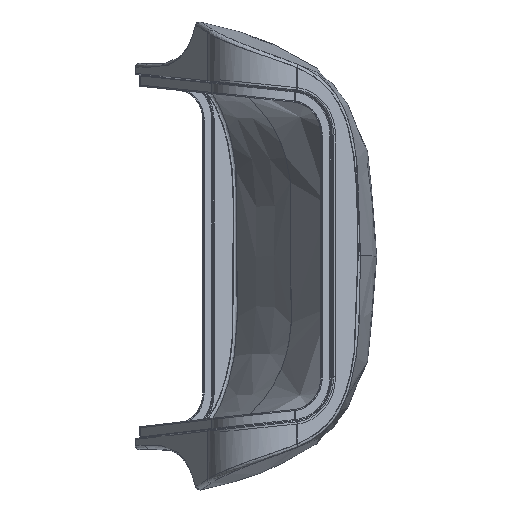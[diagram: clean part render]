
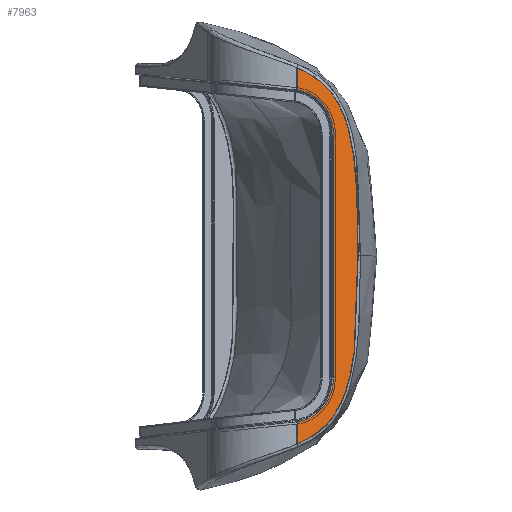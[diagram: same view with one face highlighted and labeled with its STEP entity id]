
A CAD part, top view. The second image highlights one B-rep face of the part: STEP entity #7963.
In plain terms, the highlighted planar face has unit normal (0.391, 0, 0.92).
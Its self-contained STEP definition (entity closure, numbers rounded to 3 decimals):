
#591=CARTESIAN_POINT('',(1644.685,442.256,1792.773));
#592=VERTEX_POINT('',#591);
#669=CARTESIAN_POINT('',(1644.685,-442.256,1792.773));
#670=VERTEX_POINT('',#669);
#743=CARTESIAN_POINT('',(1742.118,322.037,1751.415));
#744=VERTEX_POINT('',#743);
#752=CARTESIAN_POINT('',(1644.899,442.233,1792.682));
#753=VERTEX_POINT('',#752);
#754=CARTESIAN_POINT('',(1742.118,322.037,1751.415));
#755=CARTESIAN_POINT('',(1742.118,338.754,1751.415));
#756=CARTESIAN_POINT('',(1735.976,372.199,1754.022));
#757=CARTESIAN_POINT('',(1709.149,414.381,1765.41));
#758=CARTESIAN_POINT('',(1675.305,436.29,1779.775));
#759=CARTESIAN_POINT('',(1652.558,441.431,1789.431));
#760=CARTESIAN_POINT('',(1644.899,442.233,1792.682));
#761=B_SPLINE_CURVE_WITH_KNOTS('',3,(#754,#755,#756,#757,#758,#759,#760),.UNSPECIFIED.,.F.,.U.,(4,1,1,1,4),(-17.553,-12.538,-7.523,-2.508,0.0),.UNSPECIFIED.);
#762=EDGE_CURVE('',#744,#753,#761,.T.);
#793=CARTESIAN_POINT('',(1742.118,-322.037,1751.415));
#794=VERTEX_POINT('',#793);
#802=CARTESIAN_POINT('',(1742.118,-322.037,1751.415));
#803=DIRECTION('',(0.0,1.0,0.0));
#804=VECTOR('',#803,644.073);
#805=LINE('',#802,#804);
#806=EDGE_CURVE('',#794,#744,#805,.T.);
#869=CARTESIAN_POINT('',(1644.899,-442.233,1792.682));
#870=VERTEX_POINT('',#869);
#878=CARTESIAN_POINT('',(1644.899,-442.233,1792.682));
#879=CARTESIAN_POINT('',(1652.558,-441.431,1789.431));
#880=CARTESIAN_POINT('',(1667.707,-437.98,1783.001));
#881=CARTESIAN_POINT('',(1695.915,-424.078,1771.027));
#882=CARTESIAN_POINT('',(1724.613,-394.81,1758.846));
#883=CARTESIAN_POINT('',(1739.846,-355.468,1752.38));
#884=CARTESIAN_POINT('',(1742.118,-330.395,1751.415));
#885=CARTESIAN_POINT('',(1742.118,-322.037,1751.415));
#886=B_SPLINE_CURVE_WITH_KNOTS('',3,(#878,#879,#880,#881,#882,#883,#884,#885),.UNSPECIFIED.,.F.,.U.,(4,1,1,1,1,4),(-17.553,-15.046,-12.538,-7.523,-2.508,0.),.UNSPECIFIED.);
#887=EDGE_CURVE('',#870,#794,#886,.T.);
#910=CARTESIAN_POINT('',(1644.899,442.233,1792.682));
#911=DIRECTION('',(-0.916,0.096,0.389));
#912=VECTOR('',#911,0.233);
#913=LINE('',#910,#912);
#914=EDGE_CURVE('',#753,#592,#913,.T.);
#932=CARTESIAN_POINT('',(1644.685,-442.256,1792.773));
#933=DIRECTION('',(0.916,0.096,-0.389));
#934=VECTOR('',#933,0.233);
#935=LINE('',#932,#934);
#936=EDGE_CURVE('',#670,#870,#935,.T.);
#1315=CARTESIAN_POINT('',(1644.685,501.934,1792.773));
#1316=VERTEX_POINT('',#1315);
#1317=CARTESIAN_POINT('',(1644.685,442.256,1792.773));
#1318=DIRECTION('',(0.0,1.0,0.0));
#1319=VECTOR('',#1318,59.679);
#1320=LINE('',#1317,#1319);
#1321=EDGE_CURVE('',#592,#1316,#1320,.T.);
#7903=CARTESIAN_POINT('',(1644.685,-640.0,1792.773));
#7904=DIRECTION('',(0.391,0.0,0.921));
#7905=DIRECTION('',(0.921,0.0,-0.391));
#7906=AXIS2_PLACEMENT_3D('',#7903,#7904,#7905);
#7907=PLANE('',#7906);
#7908=ORIENTED_EDGE('',*,*,#936,.F.);
#7909=CARTESIAN_POINT('',(1644.685,-501.934,1792.773));
#7910=VERTEX_POINT('',#7909);
#7911=CARTESIAN_POINT('',(1644.685,-501.934,1792.773));
#7912=DIRECTION('',(0.0,1.0,0.0));
#7913=VECTOR('',#7912,59.679);
#7914=LINE('',#7911,#7913);
#7915=EDGE_CURVE('',#7910,#670,#7914,.T.);
#7916=ORIENTED_EDGE('',*,*,#7915,.F.);
#7917=CARTESIAN_POINT('',(1807.702,0.,1723.576));
#7918=VERTEX_POINT('',#7917);
#7919=CARTESIAN_POINT('',(1807.702,0.,1723.576));
#7920=CARTESIAN_POINT('',(1807.702,-37.213,1723.576));
#7921=CARTESIAN_POINT('',(1807.722,-93.002,1723.568));
#7922=CARTESIAN_POINT('',(1804.835,-185.949,1724.793));
#7923=CARTESIAN_POINT('',(1800.3,-241.635,1726.718));
#7924=CARTESIAN_POINT('',(1792.41,-293.511,1730.068));
#7925=CARTESIAN_POINT('',(1786.884,-323.654,1732.413));
#7926=CARTESIAN_POINT('',(1774.322,-367.733,1737.745));
#7927=CARTESIAN_POINT('',(1755.688,-409.318,1745.655));
#7928=CARTESIAN_POINT('',(1729.627,-446.033,1756.717));
#7929=CARTESIAN_POINT('',(1707.612,-465.607,1766.062));
#7930=CARTESIAN_POINT('',(1689.417,-478.592,1773.785));
#7931=CARTESIAN_POINT('',(1672.868,-489.022,1780.81));
#7932=CARTESIAN_POINT('',(1655.375,-497.44,1788.235));
#7933=CARTESIAN_POINT('',(1644.685,-501.934,1792.773));
#7934=B_SPLINE_CURVE_WITH_KNOTS('',3,(#7919,#7920,#7921,#7922,#7923,#7924,#7925,#7926,#7927,#7928,#7929,#7930,#7931,#7932,#7933),.UNSPECIFIED.,.F.,.U.,(4,1,1,2,1,1,1,1,2,1,4),(-57.168,-46.004,-40.422,-29.258,-24.652,-20.045,-15.439,-10.833,-6.226,-3.736,0.),.UNSPECIFIED.);
#7935=EDGE_CURVE('',#7918,#7910,#7934,.T.);
#7936=ORIENTED_EDGE('',*,*,#7935,.F.);
#7937=CARTESIAN_POINT('',(1644.685,501.934,1792.773));
#7938=CARTESIAN_POINT('',(1651.812,498.938,1789.748));
#7939=CARTESIAN_POINT('',(1669.4,490.827,1782.282));
#7940=CARTESIAN_POINT('',(1686.223,480.868,1775.141));
#7941=CARTESIAN_POINT('',(1707.61,465.609,1766.063));
#7942=CARTESIAN_POINT('',(1729.632,446.028,1756.715));
#7943=CARTESIAN_POINT('',(1755.687,409.315,1745.655));
#7944=CARTESIAN_POINT('',(1774.322,367.734,1737.745));
#7945=CARTESIAN_POINT('',(1786.885,323.657,1732.412));
#7946=CARTESIAN_POINT('',(1792.407,293.509,1730.069));
#7947=CARTESIAN_POINT('',(1797.519,260.005,1727.899));
#7948=CARTESIAN_POINT('',(1801.797,223.061,1726.083));
#7949=CARTESIAN_POINT('',(1805.42,167.364,1724.545));
#7950=CARTESIAN_POINT('',(1807.717,92.999,1723.57));
#7951=CARTESIAN_POINT('',(1807.702,37.213,1723.576));
#7952=CARTESIAN_POINT('',(1807.702,0.,1723.576));
#7953=B_SPLINE_CURVE_WITH_KNOTS('',3,(#7937,#7938,#7939,#7940,#7941,#7942,#7943,#7944,#7945,#7946,#7947,#7948,#7949,#7950,#7951,#7952),.UNSPECIFIED.,.F.,.U.,(4,1,2,1,1,1,1,2,1,1,1,4),(-57.169,-54.678,-50.942,-46.336,-41.729,-37.123,-32.517,-27.91,-22.328,-16.746,-11.164,0.),.UNSPECIFIED.);
#7954=EDGE_CURVE('',#1316,#7918,#7953,.T.);
#7955=ORIENTED_EDGE('',*,*,#7954,.F.);
#7956=ORIENTED_EDGE('',*,*,#1321,.F.);
#7957=ORIENTED_EDGE('',*,*,#914,.F.);
#7958=ORIENTED_EDGE('',*,*,#762,.F.);
#7959=ORIENTED_EDGE('',*,*,#806,.F.);
#7960=ORIENTED_EDGE('',*,*,#887,.F.);
#7961=EDGE_LOOP('',(#7908,#7916,#7936,#7955,#7956,#7957,#7958,#7959,#7960));
#7962=FACE_OUTER_BOUND('',#7961,.T.);
#7963=ADVANCED_FACE('',(#7962),#7907,.T.);
